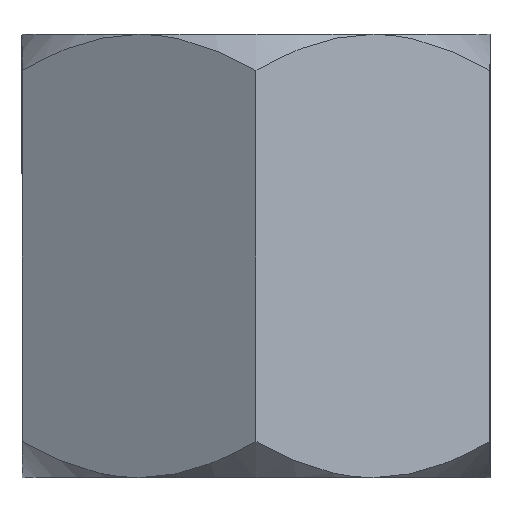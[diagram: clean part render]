
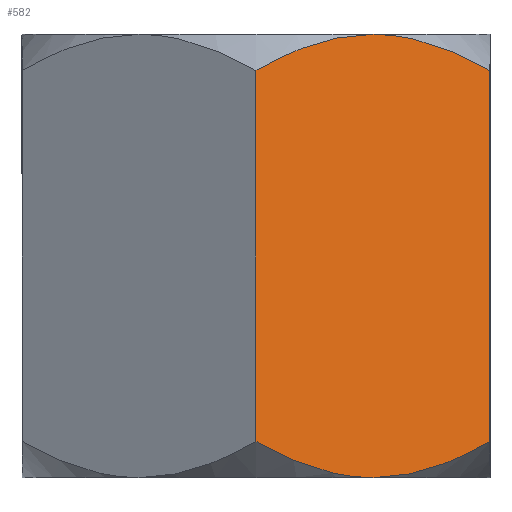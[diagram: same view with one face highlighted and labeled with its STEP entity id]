
A CAD part, front view. The second image highlights one B-rep face of the part: STEP entity #582.
In plain terms, the highlighted planar face has unit normal (0.5, -0.866, 0).
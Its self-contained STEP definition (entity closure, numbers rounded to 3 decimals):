
#24 = CARTESIAN_POINT ( 'NONE',  ( 7.993, -6.355, -0.674 ) ) ;
#28 = CARTESIAN_POINT ( 'NONE',  ( 4.75, -8.227, 0. ) ) ;
#30 = CARTESIAN_POINT ( 'NONE',  ( 9.5, -5.485, -18. ) ) ;
#34 = CARTESIAN_POINT ( 'NONE',  ( 9.5, -5.485, -1.47 ) ) ;
#38 = CARTESIAN_POINT ( 'NONE',  ( 6.388, -7.281, -17.854 ) ) ;
#73 = CARTESIAN_POINT ( 'NONE',  ( 9.5, -5.485, -16.53 ) ) ;
#80 = CARTESIAN_POINT ( 'NONE',  ( 5.588, -7.743, -0.038 ) ) ;
#97 = CARTESIAN_POINT ( 'NONE',  ( 3.912, -8.711, -17.962 ) ) ;
#103 = EDGE_CURVE ( 'NONE', #641, #654, #154, .T. ) ;
#126 = ORIENTED_EDGE ( 'NONE', *, *, #103, .T. ) ;
#153 = LINE ( 'NONE', #744, #740 ) ;
#154 = B_SPLINE_CURVE_WITH_KNOTS ( 'NONE', 3,
 ( #556, #714, #38, #601, #361, #73 ),
 .UNSPECIFIED., .F., .F.,
 ( 4, 2, 4 ),
 ( 0.006, 0.009, 0.011 ),
 .UNSPECIFIED. ) ;
#156 = CARTESIAN_POINT ( 'NONE',  ( 0.745, -10.54, -16.96 ) ) ;
#178 = DIRECTION ( 'NONE',  ( 0.866, 0.5, 0. ) ) ;
#188 = ORIENTED_EDGE ( 'NONE', *, *, #471, .F. ) ;
#207 = EDGE_CURVE ( 'NONE', #654, #688, #547, .T. ) ;
#257 = CARTESIAN_POINT ( 'NONE',  ( 0., -10.97, -16.53 ) ) ;
#306 = CARTESIAN_POINT ( 'NONE',  ( 5.166, -7.987, 0. ) ) ;
#313 = PLANE ( 'NONE',  #681 ) ;
#322 = ORIENTED_EDGE ( 'NONE', *, *, #384, .T. ) ;
#330 = CARTESIAN_POINT ( 'NONE',  ( 4.334, -8.467, -18. ) ) ;
#333 = B_SPLINE_CURVE_WITH_KNOTS ( 'NONE', 3,
 ( #34, #598, #24, #604, #481, #80, #306, #28 ),
 .UNSPECIFIED., .F., .F.,
 ( 4, 2, 2, 4 ),
 ( 0., 0.003, 0.004, 0.006 ),
 .UNSPECIFIED. ) ;
#352 = B_SPLINE_CURVE_WITH_KNOTS ( 'NONE', 3,
 ( #559, #505, #385, #450, #622, #386 ),
 .UNSPECIFIED., .F., .F.,
 ( 4, 2, 4 ),
 ( 0.006, 0.009, 0.011 ),
 .UNSPECIFIED. ) ;
#355 = EDGE_CURVE ( 'NONE', #688, #364, #333, .T. ) ;
#361 = CARTESIAN_POINT ( 'NONE',  ( 8.756, -5.914, -16.96 ) ) ;
#364 = VERTEX_POINT ( 'NONE', #378 ) ;
#378 = CARTESIAN_POINT ( 'NONE',  ( 4.75, -8.227, 0. ) ) ;
#384 = EDGE_CURVE ( 'NONE', #403, #641, #718, .T. ) ;
#385 = CARTESIAN_POINT ( 'NONE',  ( 3.112, -9.173, -0.146 ) ) ;
#386 = CARTESIAN_POINT ( 'NONE',  ( 0., -10.97, -1.47 ) ) ;
#388 = VECTOR ( 'NONE', #643, 1000. ) ;
#403 = VERTEX_POINT ( 'NONE', #257 ) ;
#417 = ORIENTED_EDGE ( 'NONE', *, *, #355, .T. ) ;
#439 = CARTESIAN_POINT ( 'NONE',  ( 1.507, -10.1, -17.326 ) ) ;
#450 = CARTESIAN_POINT ( 'NONE',  ( 1.51, -10.098, -0.672 ) ) ;
#467 = ORIENTED_EDGE ( 'NONE', *, *, #207, .T. ) ;
#471 = EDGE_CURVE ( 'NONE', #403, #634, #153, .T. ) ;
#481 = CARTESIAN_POINT ( 'NONE',  ( 6.408, -7.27, -0.18 ) ) ;
#483 = CARTESIAN_POINT ( 'NONE',  ( 0., -10.97, -1.47 ) ) ;
#505 = CARTESIAN_POINT ( 'NONE',  ( 3.924, -8.704, 0. ) ) ;
#533 = CARTESIAN_POINT ( 'NONE',  ( 4.75, -8.227, -18. ) ) ;
#537 = ORIENTED_EDGE ( 'NONE', *, *, #670, .T. ) ;
#546 = CARTESIAN_POINT ( 'NONE',  ( 0., -10.97, -18. ) ) ;
#547 = LINE ( 'NONE', #30, #388 ) ;
#556 = CARTESIAN_POINT ( 'NONE',  ( 4.75, -8.227, -18. ) ) ;
#559 = CARTESIAN_POINT ( 'NONE',  ( 4.75, -8.227, 0. ) ) ;
#562 = CARTESIAN_POINT ( 'NONE',  ( 4.75, -8.227, -18. ) ) ;
#582 = ADVANCED_FACE ( 'NONE', ( #657 ), #313, .T. ) ;
#598 = CARTESIAN_POINT ( 'NONE',  ( 8.755, -5.915, -1.04 ) ) ;
#601 = CARTESIAN_POINT ( 'NONE',  ( 7.99, -6.357, -17.328 ) ) ;
#604 = CARTESIAN_POINT ( 'NONE',  ( 6.81, -7.038, -0.283 ) ) ;
#617 = CARTESIAN_POINT ( 'NONE',  ( 3.092, -9.185, -17.82 ) ) ;
#622 = CARTESIAN_POINT ( 'NONE',  ( 0.744, -10.54, -1.04 ) ) ;
#624 = CARTESIAN_POINT ( 'NONE',  ( 2.69, -9.416, -17.717 ) ) ;
#634 = VERTEX_POINT ( 'NONE', #483 ) ;
#641 = VERTEX_POINT ( 'NONE', #533 ) ;
#643 = DIRECTION ( 'NONE',  ( 0., 0., 1. ) ) ;
#654 = VERTEX_POINT ( 'NONE', #712 ) ;
#657 = FACE_OUTER_BOUND ( 'NONE', #697, .T. ) ;
#670 = EDGE_CURVE ( 'NONE', #364, #634, #352, .T. ) ;
#681 = AXIS2_PLACEMENT_3D ( 'NONE', #546, #719, #178 ) ;
#685 = CARTESIAN_POINT ( 'NONE',  ( 0., -10.97, -16.53 ) ) ;
#688 = VERTEX_POINT ( 'NONE', #735 ) ;
#690 = DIRECTION ( 'NONE',  ( 0., 0., 1. ) ) ;
#697 = EDGE_LOOP ( 'NONE', ( #188, #322, #126, #467, #417, #537 ) ) ;
#712 = CARTESIAN_POINT ( 'NONE',  ( 9.5, -5.485, -16.53 ) ) ;
#714 = CARTESIAN_POINT ( 'NONE',  ( 5.576, -7.75, -18. ) ) ;
#718 = B_SPLINE_CURVE_WITH_KNOTS ( 'NONE', 3,
 ( #685, #156, #439, #624, #617, #97, #330, #562 ),
 .UNSPECIFIED., .F., .F.,
 ( 4, 2, 2, 4 ),
 ( 0., 0.003, 0.004, 0.006 ),
 .UNSPECIFIED. ) ;
#719 = DIRECTION ( 'NONE',  ( 0.5, -0.866, 0. ) ) ;
#735 = CARTESIAN_POINT ( 'NONE',  ( 9.5, -5.485, -1.47 ) ) ;
#740 = VECTOR ( 'NONE', #690, 1000. ) ;
#744 = CARTESIAN_POINT ( 'NONE',  ( 0., -10.97, -18. ) ) ;
